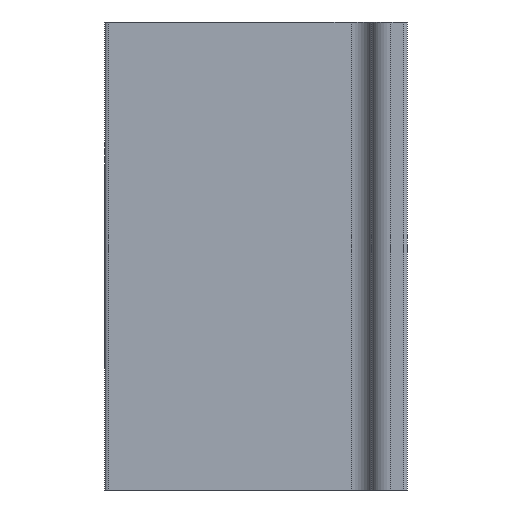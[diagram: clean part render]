
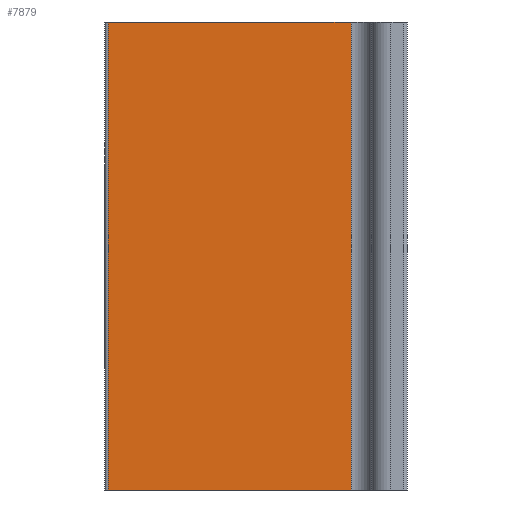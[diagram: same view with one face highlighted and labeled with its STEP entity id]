
A CAD part, left-side view. The second image highlights one B-rep face of the part: STEP entity #7879.
In plain terms, the highlighted planar face has unit normal (-1, 0, 0).
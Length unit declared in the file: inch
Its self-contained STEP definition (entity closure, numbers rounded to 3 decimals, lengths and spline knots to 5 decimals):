
#171 = CARTESIAN_POINT ( 'NONE',  ( 1.02, 1.84, 2.88 ) ) ;
#330 = CARTESIAN_POINT ( 'NONE',  ( 1.02, 1.84, 2.88 ) ) ;
#1014 = VERTEX_POINT ( 'NONE', #2648 ) ;
#1149 = EDGE_CURVE ( 'NONE', #8086, #7037, #6017, .T. ) ;
#1818 = EDGE_LOOP ( 'NONE', ( #2034, #6677, #3774, #5567 ) ) ;
#2034 = ORIENTED_EDGE ( 'NONE', *, *, #1149, .F. ) ;
#2097 = LINE ( 'NONE', #8994, #6066 ) ;
#2113 = EDGE_CURVE ( 'NONE', #1014, #8086, #5889, .T. ) ;
#2470 = CARTESIAN_POINT ( 'NONE',  ( 1.02, 0.345, 2.88 ) ) ;
#2648 = CARTESIAN_POINT ( 'NONE',  ( 1.02, 0.345, 2.88 ) ) ;
#3240 = DIRECTION ( 'NONE',  ( 0., 0., -1. ) ) ;
#3632 = CARTESIAN_POINT ( 'NONE',  ( 1.02, 0.345, 2.88 ) ) ;
#3756 = VECTOR ( 'NONE', #8205, 39.37008 ) ;
#3774 = ORIENTED_EDGE ( 'NONE', *, *, #6613, .T. ) ;
#4017 = AXIS2_PLACEMENT_3D ( 'NONE', #3632, #4408, #5219 ) ;
#4297 = VECTOR ( 'NONE', #9469, 39.37008 ) ;
#4408 = DIRECTION ( 'NONE',  ( -1., 0., 0. ) ) ;
#4500 = FACE_OUTER_BOUND ( 'NONE', #1818, .T. ) ;
#5219 = DIRECTION ( 'NONE',  ( 0., 0., 1. ) ) ;
#5550 = VECTOR ( 'NONE', #3240, 39.37008 ) ;
#5567 = ORIENTED_EDGE ( 'NONE', *, *, #6061, .T. ) ;
#5889 = LINE ( 'NONE', #2470, #5550 ) ;
#5992 = PLANE ( 'NONE',  #4017 ) ;
#6017 = LINE ( 'NONE', #7418, #3756 ) ;
#6061 = EDGE_CURVE ( 'NONE', #6133, #7037, #7020, .T. ) ;
#6066 = VECTOR ( 'NONE', #7416, 39.37008 ) ;
#6133 = VERTEX_POINT ( 'NONE', #330 ) ;
#6613 = EDGE_CURVE ( 'NONE', #1014, #6133, #2097, .T. ) ;
#6677 = ORIENTED_EDGE ( 'NONE', *, *, #2113, .F. ) ;
#7020 = LINE ( 'NONE', #171, #4297 ) ;
#7037 = VERTEX_POINT ( 'NONE', #7038 ) ;
#7038 = CARTESIAN_POINT ( 'NONE',  ( 1.02, 1.84, 0. ) ) ;
#7416 = DIRECTION ( 'NONE',  ( 0., 1., 0. ) ) ;
#7418 = CARTESIAN_POINT ( 'NONE',  ( 1.02, 0.345, 0. ) ) ;
#7879 = ADVANCED_FACE ( 'NONE', ( #4500 ), #5992, .T. ) ;
#8086 = VERTEX_POINT ( 'NONE', #9222 ) ;
#8205 = DIRECTION ( 'NONE',  ( 0., 1., 0. ) ) ;
#8994 = CARTESIAN_POINT ( 'NONE',  ( 1.02, 0.345, 2.88 ) ) ;
#9222 = CARTESIAN_POINT ( 'NONE',  ( 1.02, 0.345, 0. ) ) ;
#9469 = DIRECTION ( 'NONE',  ( 0., 0., -1. ) ) ;
